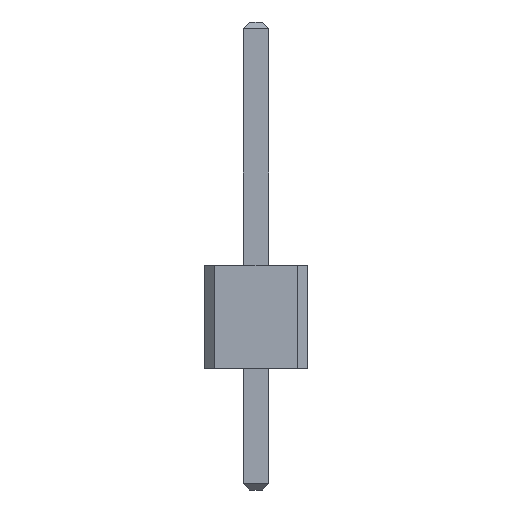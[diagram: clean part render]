
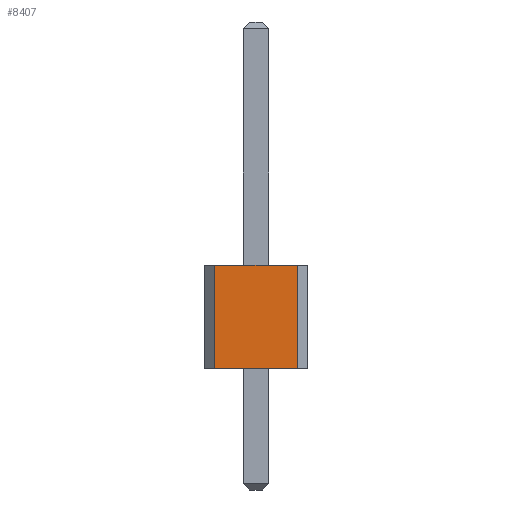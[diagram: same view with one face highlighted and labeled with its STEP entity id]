
A CAD part, front view. The second image highlights one B-rep face of the part: STEP entity #8407.
In plain terms, the highlighted planar face has unit normal (0, -1, 0).
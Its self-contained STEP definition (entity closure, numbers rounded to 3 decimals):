
#174=FACE_OUTER_BOUND('',#678,.T.);
#678=EDGE_LOOP('',(#5976,#5977,#5978,#5979));
#1088=LINE('',#11428,#2214);
#1290=LINE('',#11831,#2416);
#1537=LINE('',#12324,#2663);
#1539=LINE('',#12328,#2665);
#2214=VECTOR('',#9307,1.);
#2416=VECTOR('',#9511,1.);
#2663=VECTOR('',#9990,1.);
#2665=VECTOR('',#9996,1.);
#3338=VERTEX_POINT('',#11425);
#3339=VERTEX_POINT('',#11427);
#3538=VERTEX_POINT('',#11828);
#3539=VERTEX_POINT('',#11830);
#4040=EDGE_CURVE('',#3339,#3338,#1088,.T.);
#4242=EDGE_CURVE('',#3538,#3539,#1290,.T.);
#4489=EDGE_CURVE('',#3339,#3538,#1537,.T.);
#4491=EDGE_CURVE('',#3338,#3539,#1539,.T.);
#5976=ORIENTED_EDGE('',*,*,#4489,.F.);
#5977=ORIENTED_EDGE('',*,*,#4040,.T.);
#5978=ORIENTED_EDGE('',*,*,#4491,.T.);
#5979=ORIENTED_EDGE('',*,*,#4242,.F.);
#7474=PLANE('',#8887);
#8407=ADVANCED_FACE('',(#174),#7474,.F.);
#8887=AXIS2_PLACEMENT_3D('',#12327,#9994,#9995);
#9307=DIRECTION('',(1.,0.,0.));
#9511=DIRECTION('',(1.,0.,0.));
#9990=DIRECTION('',(0.,0.,1.));
#9994=DIRECTION('center_axis',(0.,1.,0.));
#9995=DIRECTION('ref_axis',(1.,0.,0.));
#9996=DIRECTION('',(0.,0.,1.));
#11425=CARTESIAN_POINT('',(1.016,-49.53,0.));
#11427=CARTESIAN_POINT('',(-1.016,-49.53,0.));
#11428=CARTESIAN_POINT('',(-1.016,-49.53,0.));
#11828=CARTESIAN_POINT('',(-1.016,-49.53,2.54));
#11830=CARTESIAN_POINT('',(1.016,-49.53,2.54));
#11831=CARTESIAN_POINT('',(-1.016,-49.53,2.54));
#12324=CARTESIAN_POINT('',(-1.016,-49.53,0.));
#12327=CARTESIAN_POINT('Origin',(-1.016,-49.53,0.));
#12328=CARTESIAN_POINT('',(1.016,-49.53,0.));
